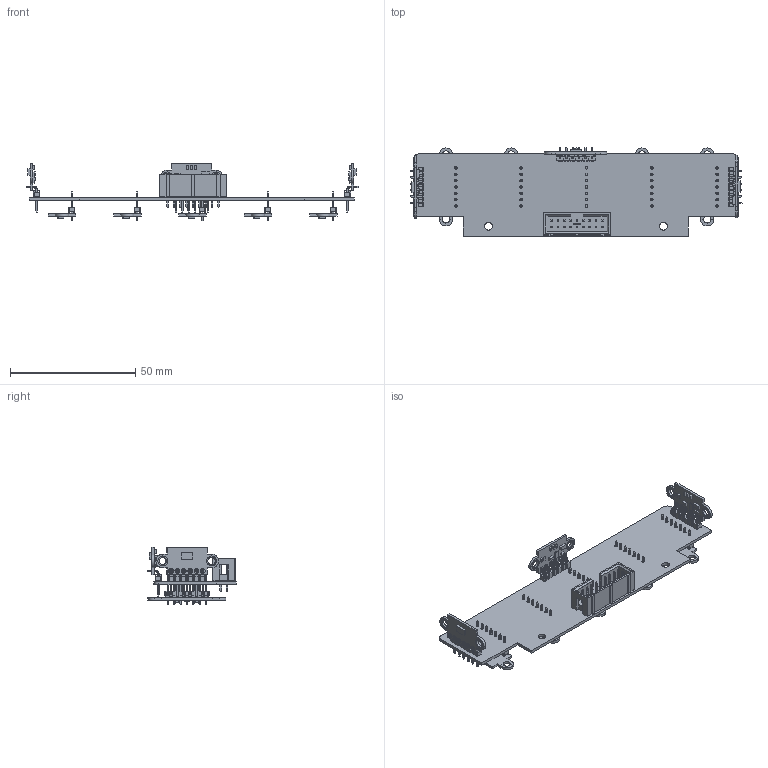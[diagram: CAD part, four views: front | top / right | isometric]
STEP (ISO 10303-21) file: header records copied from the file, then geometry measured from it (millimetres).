
FILE_DESCRIPTION(('Open CASCADE Model'),'2;1');
FILE_NAME('Open CASCADE Shape Model','2024-11-15T05:11:24',('Author'),( 'Open CASCADE'),'Open CASCADE STEP processor 7.5','Open CASCADE 7.5' ,'Unknown');
FILE_SCHEMA(('AUTOMOTIVE_DESIGN { 1 0 10303 214 1 1 1 1 }'));
Length unit declared in the file: millimetre
Products named in the file (27): PCB; Board; Open CASCADE STEP translator 7.5 1.1.1; J9; 18-Pin Shrouded Header IDC Straight; Straight Contact; 18-Pin Shrouded Header Body; J8; DS1022_yellow_1x06p_100mil_TypeD_rev1.0; vl53l0x; J7; J6; J5; DS1021_black_1x07p_100mil_Type1_rev1.0; TCS34725_RectangularBreakout; TCS34725_SMD v1; LED_TCS34725 v1; body; LED; contact (2); contact; contact (1); Open CASCADE STEP translator 7.5 1.6.2.4; J4; J3; J2; J1
Assembly tree (56 placements, depth 5):
  PCB
    Board
      Open CASCADE STEP translator 7.5 1.1.1
    J9
      18-Pin Shrouded Header IDC Straight
        Straight Contact  x18
        18-Pin Shrouded Header Body
    J8
      DS1022_yellow_1x06p_100mil_TypeD_rev1.0
      vl53l0x
    J7
      DS1022_yellow_1x06p_100mil_TypeD_rev1.0
      vl53l0x
    J6
      DS1022_yellow_1x06p_100mil_TypeD_rev1.0
      vl53l0x
    J5
      DS1021_black_1x07p_100mil_Type1_rev1.0
      TCS34725_RectangularBreakout
        TCS34725_SMD v1
        LED_TCS34725 v1  x2
          body
          LED
          contact (2)
          contact
          contact (1)
        Open CASCADE STEP translator 7.5 1.6.2.4
    J4
      DS1021_black_1x07p_100mil_Type1_rev1.0
      TCS34725_RectangularBreakout
        TCS34725_SMD v1
        LED_TCS34725 v1  x2
          body
          LED
          contact (2)
          contact
          contact (1)
        Open CASCADE STEP translator 7.5 1.6.2.4
    J3
      DS1021_black_1x07p_100mil_Type1_rev1.0
      TCS34725_RectangularBreakout
        TCS34725_SMD v1
        LED_TCS34725 v1  x2
          body
          LED
          contact (2)
          contact
          contact (1)
        Open CASCADE STEP translator 7.5 1.6.2.4
    J2
      DS1021_black_1x07p_100mil_Type1_rev1.0
      TCS34725_RectangularBreakout
        TCS34725_SMD v1
        LED_TCS34725 v1  x2
          body
          LED
          contact (2)
          contact
          contact (1)
        Open CASCADE STEP translator 7.5 1.6.2.4
Bounding box: 132.8 x 35.53 x 23.03 mm (x, y, z)
Volume: 8703.4 mm3; surface area: 19420.5 mm2
Topology: 254 solids, 254 shells, 6335 faces, 15991 edges, 10395 vertices
Faces by surface type: plane 4891, cylinder 944, bspline 420, sphere 41, torus 23, cone 16
Full cylindrical faces by diameter (mm): 0.34 x20, 0.9 x35, 0.966 x1, 1 x53, 1.004 x17, 1.9 x70, 3 x10, 3.1 x2, 4 x20
Entity records: 62248 total; most frequent: CARTESIAN_POINT 17066, ORIENTED_EDGE 8830, DIRECTION 7758, EDGE_CURVE 4415, LINE 3114, VECTOR 3114, VERTEX_POINT 2839, AXIS2_PLACEMENT_3D 2322
